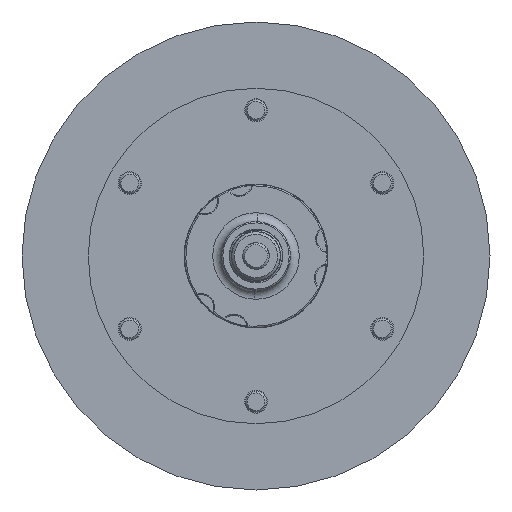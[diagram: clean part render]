
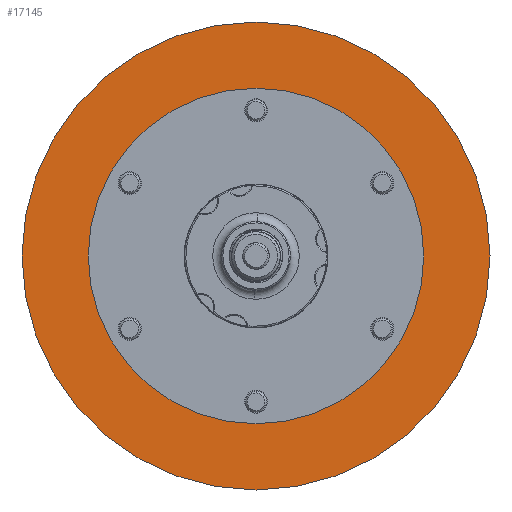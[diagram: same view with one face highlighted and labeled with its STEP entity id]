
A CAD part, left-side view. The second image highlights one B-rep face of the part: STEP entity #17145.
In plain terms, the highlighted planar face has unit normal (-1, 0, 0).
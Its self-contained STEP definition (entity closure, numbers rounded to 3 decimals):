
#2611 = CARTESIAN_POINT ( 'NONE',  ( -125., 0., 0. ) ) ;
#2968 = DIRECTION ( 'NONE',  ( 1., 0., 0. ) ) ;
#3024 = CARTESIAN_POINT ( 'NONE',  ( -125., 0., 0. ) ) ;
#3125 = CARTESIAN_POINT ( 'NONE',  ( -125., 0., -265. ) ) ;
#3451 = ORIENTED_EDGE ( 'NONE', *, *, #25950, .F. ) ;
#4420 = CARTESIAN_POINT ( 'NONE',  ( -125., 0., 190. ) ) ;
#4997 = DIRECTION ( 'NONE',  ( 0., 0., -1. ) ) ;
#5236 = CARTESIAN_POINT ( 'NONE',  ( -125., 0., 265. ) ) ;
#5415 = DIRECTION ( 'NONE',  ( 0., 0., -1. ) ) ;
#5529 = AXIS2_PLACEMENT_3D ( 'NONE', #2611, #19077, #4997 ) ;
#5861 = CIRCLE ( 'NONE', #29713, 265. ) ;
#6627 = CIRCLE ( 'NONE', #12877, 190. ) ;
#7110 = CARTESIAN_POINT ( 'NONE',  ( -125., 265., 0. ) ) ;
#8573 = DIRECTION ( 'NONE',  ( 1., 0., 0. ) ) ;
#8765 = FACE_BOUND ( 'NONE', #29709, .T. ) ;
#8825 = ORIENTED_EDGE ( 'NONE', *, *, #16294, .F. ) ;
#9145 = VERTEX_POINT ( 'NONE', #4420 ) ;
#10953 = EDGE_LOOP ( 'NONE', ( #3451, #8825 ) ) ;
#11466 = CIRCLE ( 'NONE', #5529, 190. ) ;
#12877 = AXIS2_PLACEMENT_3D ( 'NONE', #22583, #8573, #24942 ) ;
#13502 = VERTEX_POINT ( 'NONE', #5236 ) ;
#13540 = FACE_OUTER_BOUND ( 'NONE', #10953, .T. ) ;
#14036 = EDGE_CURVE ( 'NONE', #14225, #9145, #11466, .T. ) ;
#14196 = DIRECTION ( 'NONE',  ( 0., 0., 1. ) ) ;
#14225 = VERTEX_POINT ( 'NONE', #29156 ) ;
#14279 = ORIENTED_EDGE ( 'NONE', *, *, #28456, .T. ) ;
#16294 = EDGE_CURVE ( 'NONE', #13502, #29557, #5861, .T. ) ;
#16839 = AXIS2_PLACEMENT_3D ( 'NONE', #7110, #28219, #14196 ) ;
#17042 = CARTESIAN_POINT ( 'NONE',  ( -125., 0., 0. ) ) ;
#17145 = ADVANCED_FACE ( 'NONE', ( #8765, #13540 ), #21160, .T. ) ;
#19077 = DIRECTION ( 'NONE',  ( 1., 0., 0. ) ) ;
#19424 = DIRECTION ( 'NONE',  ( 0., 0., -1. ) ) ;
#19491 = DIRECTION ( 'NONE',  ( 1., 0., 0. ) ) ;
#21160 = PLANE ( 'NONE',  #16839 ) ;
#21550 = CIRCLE ( 'NONE', #25524, 265. ) ;
#22583 = CARTESIAN_POINT ( 'NONE',  ( -125., 0., 0. ) ) ;
#22990 = ORIENTED_EDGE ( 'NONE', *, *, #14036, .T. ) ;
#24942 = DIRECTION ( 'NONE',  ( 0., 0., -1. ) ) ;
#25524 = AXIS2_PLACEMENT_3D ( 'NONE', #17042, #2968, #19424 ) ;
#25950 = EDGE_CURVE ( 'NONE', #29557, #13502, #21550, .T. ) ;
#28219 = DIRECTION ( 'NONE',  ( -1., 0., 0. ) ) ;
#28456 = EDGE_CURVE ( 'NONE', #9145, #14225, #6627, .T. ) ;
#29156 = CARTESIAN_POINT ( 'NONE',  ( -125., 0., -190. ) ) ;
#29557 = VERTEX_POINT ( 'NONE', #3125 ) ;
#29709 = EDGE_LOOP ( 'NONE', ( #22990, #14279 ) ) ;
#29713 = AXIS2_PLACEMENT_3D ( 'NONE', #3024, #19491, #5415 ) ;
